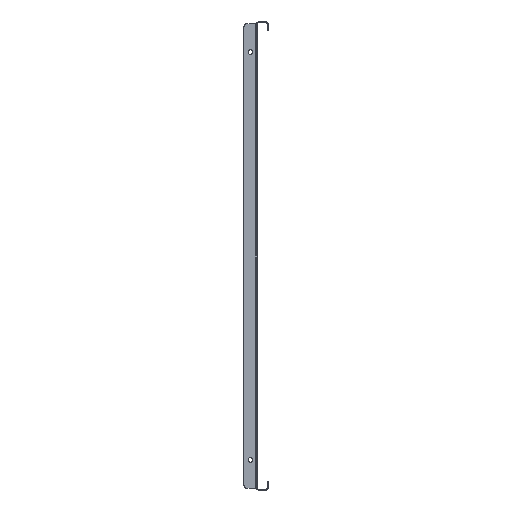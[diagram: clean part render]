
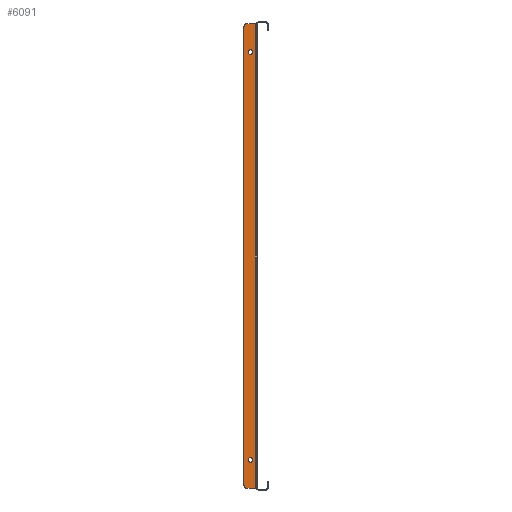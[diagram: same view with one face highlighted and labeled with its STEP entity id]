
A CAD part, left-side view. The second image highlights one B-rep face of the part: STEP entity #6091.
In plain terms, the highlighted planar face has unit normal (-1, 0, 0).
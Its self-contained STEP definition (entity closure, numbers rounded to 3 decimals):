
#184 = DIRECTION ( 'NONE',  ( -1., 0., 0. ) ) ;
#396 = ORIENTED_EDGE ( 'NONE', *, *, #26911, .F. ) ;
#843 = ORIENTED_EDGE ( 'NONE', *, *, #14208, .F. ) ;
#1237 = EDGE_CURVE ( 'NONE', #6504, #40223, #29923, .T. ) ;
#1305 = CARTESIAN_POINT ( 'NONE',  ( -546., 16., 395.5 ) ) ;
#2397 = ORIENTED_EDGE ( 'NONE', *, *, #42112, .F. ) ;
#2975 = ORIENTED_EDGE ( 'NONE', *, *, #23161, .F. ) ;
#3679 = CARTESIAN_POINT ( 'NONE',  ( -546., 10., 345.25 ) ) ;
#4624 = AXIS2_PLACEMENT_3D ( 'NONE', #19124, #33045, #50083 ) ;
#5063 = CARTESIAN_POINT ( 'NONE',  ( -546., 12.75, 345.25 ) ) ;
#6041 = CARTESIAN_POINT ( 'NONE',  ( -546., 7.25, 348.75 ) ) ;
#6091 = ADVANCED_FACE ( 'NONE', ( #36793, #37077, #24349 ), #11054, .T. ) ;
#6235 = LINE ( 'NONE', #19790, #39596 ) ;
#6504 = VERTEX_POINT ( 'NONE', #33475 ) ;
#6783 = LINE ( 'NONE', #33387, #16885 ) ;
#7091 = DIRECTION ( 'NONE',  ( 0., 0., -1. ) ) ;
#7114 = DIRECTION ( 'NONE',  ( -1., 0., 0. ) ) ;
#7232 = EDGE_LOOP ( 'NONE', ( #396, #42745, #2397, #46325 ) ) ;
#8193 = EDGE_CURVE ( 'NONE', #39316, #53834, #6235, .T. ) ;
#9845 = LINE ( 'NONE', #36178, #28605 ) ;
#10212 = EDGE_CURVE ( 'NONE', #25373, #40730, #9845, .T. ) ;
#11054 = PLANE ( 'NONE',  #4624 ) ;
#11161 = DIRECTION ( 'NONE',  ( 0., 1., 0. ) ) ;
#11178 = CARTESIAN_POINT ( 'NONE',  ( -546., 1.5, 395.5 ) ) ;
#12192 = DIRECTION ( 'NONE',  ( -1., 0., 0. ) ) ;
#12473 = DIRECTION ( 'NONE',  ( 0., 0., 1. ) ) ;
#12545 = CARTESIAN_POINT ( 'NONE',  ( -546., 12.75, 345.25 ) ) ;
#13006 = DIRECTION ( 'NONE',  ( 0., -1., 0. ) ) ;
#14183 = DIRECTION ( 'NONE',  ( 0., 0., 1. ) ) ;
#14208 = EDGE_CURVE ( 'NONE', #41205, #25373, #47478, .T. ) ;
#14424 = AXIS2_PLACEMENT_3D ( 'NONE', #17193, #184, #29169 ) ;
#14956 = VERTEX_POINT ( 'NONE', #21247 ) ;
#15833 = LINE ( 'NONE', #33514, #20222 ) ;
#15872 = CIRCLE ( 'NONE', #39917, 2.75 ) ;
#16885 = VECTOR ( 'NONE', #20035, 1000. ) ;
#17193 = CARTESIAN_POINT ( 'NONE',  ( -546., 16., 390.5 ) ) ;
#17310 = VERTEX_POINT ( 'NONE', #11178 ) ;
#18467 = DIRECTION ( 'NONE',  ( 0., 1., 0. ) ) ;
#19047 = ORIENTED_EDGE ( 'NONE', *, *, #20306, .T. ) ;
#19124 = CARTESIAN_POINT ( 'NONE',  ( -546., 0., 0. ) ) ;
#19790 = CARTESIAN_POINT ( 'NONE',  ( -546., 21., 395.5 ) ) ;
#20035 = DIRECTION ( 'NONE',  ( 0., 1., 0. ) ) ;
#20222 = VECTOR ( 'NONE', #38112, 1000. ) ;
#20306 = EDGE_CURVE ( 'NONE', #50982, #53834, #51381, .T. ) ;
#20427 = LINE ( 'NONE', #56564, #25372 ) ;
#20570 = CARTESIAN_POINT ( 'NONE',  ( -546., 16., -390.5 ) ) ;
#21247 = CARTESIAN_POINT ( 'NONE',  ( -546., 12.75, -345.25 ) ) ;
#21267 = DIRECTION ( 'NONE',  ( -1., 0., 0. ) ) ;
#21549 = DIRECTION ( 'NONE',  ( 0., -1., 0. ) ) ;
#21730 = DIRECTION ( 'NONE',  ( 0., -1., 0. ) ) ;
#21957 = DIRECTION ( 'NONE',  ( -1., 0., 0. ) ) ;
#22674 = EDGE_LOOP ( 'NONE', ( #2975, #19047, #44216, #28122, #35782, #22912 ) ) ;
#22912 = ORIENTED_EDGE ( 'NONE', *, *, #57155, .T. ) ;
#23161 = EDGE_CURVE ( 'NONE', #50982, #17310, #35060, .T. ) ;
#23304 = CARTESIAN_POINT ( 'NONE',  ( -546., 10., -345.25 ) ) ;
#24349 = FACE_OUTER_BOUND ( 'NONE', #22674, .T. ) ;
#24738 = CIRCLE ( 'NONE', #46896, 2.75 ) ;
#25117 = VECTOR ( 'NONE', #7091, 1000. ) ;
#25303 = AXIS2_PLACEMENT_3D ( 'NONE', #20570, #12192, #12473 ) ;
#25372 = VECTOR ( 'NONE', #55711, 1000. ) ;
#25373 = VERTEX_POINT ( 'NONE', #31741 ) ;
#26256 = CARTESIAN_POINT ( 'NONE',  ( -546., 1.5, -395.5 ) ) ;
#26524 = VERTEX_POINT ( 'NONE', #26256 ) ;
#26911 = EDGE_CURVE ( 'NONE', #40223, #55570, #44781, .T. ) ;
#27873 = LINE ( 'NONE', #45509, #45503 ) ;
#28122 = ORIENTED_EDGE ( 'NONE', *, *, #48726, .T. ) ;
#28605 = VECTOR ( 'NONE', #14183, 1000. ) ;
#29169 = DIRECTION ( 'NONE',  ( 0., 0., 1. ) ) ;
#29368 = ORIENTED_EDGE ( 'NONE', *, *, #10212, .F. ) ;
#29923 = LINE ( 'NONE', #12545, #25117 ) ;
#29948 = AXIS2_PLACEMENT_3D ( 'NONE', #30942, #53456, #18467 ) ;
#30092 = CARTESIAN_POINT ( 'NONE',  ( -546., 10., 348.75 ) ) ;
#30942 = CARTESIAN_POINT ( 'NONE',  ( -546., 10., -348.75 ) ) ;
#31120 = EDGE_CURVE ( 'NONE', #14956, #41205, #27873, .T. ) ;
#31230 = EDGE_CURVE ( 'NONE', #26524, #54661, #6783, .T. ) ;
#31741 = CARTESIAN_POINT ( 'NONE',  ( -546., 7.25, -348.75 ) ) ;
#33045 = DIRECTION ( 'NONE',  ( -1., 0., 0. ) ) ;
#33209 = ORIENTED_EDGE ( 'NONE', *, *, #31120, .F. ) ;
#33387 = CARTESIAN_POINT ( 'NONE',  ( -546., 21., -395.5 ) ) ;
#33419 = DIRECTION ( 'NONE',  ( 0., 0., 1. ) ) ;
#33475 = CARTESIAN_POINT ( 'NONE',  ( -546., 12.75, 348.75 ) ) ;
#33514 = CARTESIAN_POINT ( 'NONE',  ( -546., 1.5, 0. ) ) ;
#35060 = LINE ( 'NONE', #48065, #45379 ) ;
#35443 = VERTEX_POINT ( 'NONE', #6041 ) ;
#35782 = ORIENTED_EDGE ( 'NONE', *, *, #31230, .F. ) ;
#36178 = CARTESIAN_POINT ( 'NONE',  ( -546., 7.25, -345.25 ) ) ;
#36793 = FACE_BOUND ( 'NONE', #7232, .T. ) ;
#37077 = FACE_BOUND ( 'NONE', #51951, .T. ) ;
#38112 = DIRECTION ( 'NONE',  ( 0., 0., 1. ) ) ;
#39316 = VERTEX_POINT ( 'NONE', #52926 ) ;
#39596 = VECTOR ( 'NONE', #33419, 1000. ) ;
#39917 = AXIS2_PLACEMENT_3D ( 'NONE', #23304, #7114, #11161 ) ;
#40223 = VERTEX_POINT ( 'NONE', #5063 ) ;
#40730 = VERTEX_POINT ( 'NONE', #46849 ) ;
#40816 = ORIENTED_EDGE ( 'NONE', *, *, #46282, .F. ) ;
#41205 = VERTEX_POINT ( 'NONE', #41895 ) ;
#41822 = CARTESIAN_POINT ( 'NONE',  ( -546., 7.25, 345.25 ) ) ;
#41895 = CARTESIAN_POINT ( 'NONE',  ( -546., 12.75, -348.75 ) ) ;
#42112 = EDGE_CURVE ( 'NONE', #35443, #6504, #24738, .T. ) ;
#42745 = ORIENTED_EDGE ( 'NONE', *, *, #1237, .F. ) ;
#42981 = AXIS2_PLACEMENT_3D ( 'NONE', #3679, #21267, #21549 ) ;
#44216 = ORIENTED_EDGE ( 'NONE', *, *, #8193, .F. ) ;
#44781 = CIRCLE ( 'NONE', #42981, 2.75 ) ;
#45346 = CARTESIAN_POINT ( 'NONE',  ( -546., 21., 390.5 ) ) ;
#45379 = VECTOR ( 'NONE', #21730, 1000. ) ;
#45503 = VECTOR ( 'NONE', #54455, 1000. ) ;
#45509 = CARTESIAN_POINT ( 'NONE',  ( -546., 12.75, -345.25 ) ) ;
#46282 = EDGE_CURVE ( 'NONE', #40730, #14956, #15872, .T. ) ;
#46325 = ORIENTED_EDGE ( 'NONE', *, *, #49536, .F. ) ;
#46849 = CARTESIAN_POINT ( 'NONE',  ( -546., 7.25, -345.25 ) ) ;
#46896 = AXIS2_PLACEMENT_3D ( 'NONE', #30092, #21957, #13006 ) ;
#47478 = CIRCLE ( 'NONE', #29948, 2.75 ) ;
#48065 = CARTESIAN_POINT ( 'NONE',  ( -546., 0., 395.5 ) ) ;
#48726 = EDGE_CURVE ( 'NONE', #39316, #54661, #51256, .T. ) ;
#49270 = CARTESIAN_POINT ( 'NONE',  ( -546., 16., -395.5 ) ) ;
#49536 = EDGE_CURVE ( 'NONE', #55570, #35443, #20427, .T. ) ;
#50083 = DIRECTION ( 'NONE',  ( 0., 0., 1. ) ) ;
#50982 = VERTEX_POINT ( 'NONE', #1305 ) ;
#51256 = CIRCLE ( 'NONE', #25303, 5. ) ;
#51381 = CIRCLE ( 'NONE', #14424, 5. ) ;
#51951 = EDGE_LOOP ( 'NONE', ( #40816, #29368, #843, #33209 ) ) ;
#52926 = CARTESIAN_POINT ( 'NONE',  ( -546., 21., -390.5 ) ) ;
#53456 = DIRECTION ( 'NONE',  ( -1., 0., 0. ) ) ;
#53834 = VERTEX_POINT ( 'NONE', #45346 ) ;
#54455 = DIRECTION ( 'NONE',  ( 0., 0., -1. ) ) ;
#54661 = VERTEX_POINT ( 'NONE', #49270 ) ;
#55570 = VERTEX_POINT ( 'NONE', #41822 ) ;
#55711 = DIRECTION ( 'NONE',  ( 0., 0., 1. ) ) ;
#56564 = CARTESIAN_POINT ( 'NONE',  ( -546., 7.25, 345.25 ) ) ;
#57155 = EDGE_CURVE ( 'NONE', #26524, #17310, #15833, .T. ) ;
